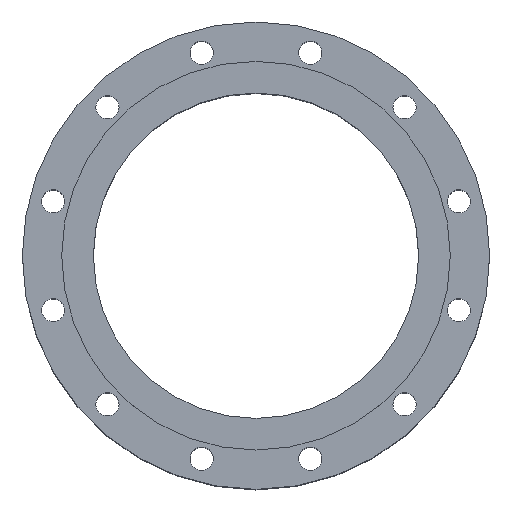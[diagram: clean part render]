
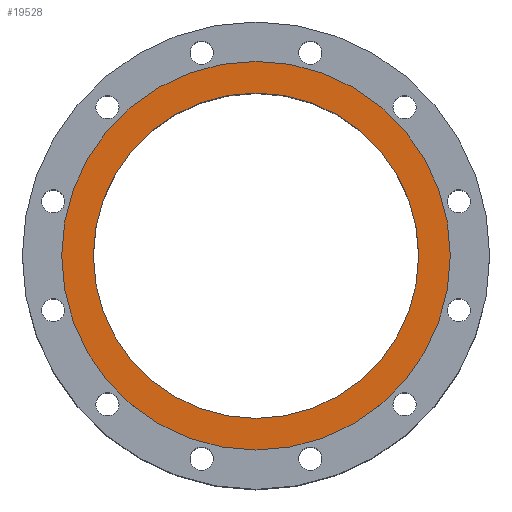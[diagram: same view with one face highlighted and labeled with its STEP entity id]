
A CAD part, top view. The second image highlights one B-rep face of the part: STEP entity #19528.
In plain terms, the highlighted planar face has unit normal (0, 0, 1).
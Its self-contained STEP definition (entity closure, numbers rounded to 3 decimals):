
#127 = DIRECTION ( 'NONE',  ( 0., 0., 1. ) ) ;
#2556 = CARTESIAN_POINT ( 'NONE',  ( 0., 0., 0. ) ) ;
#4800 = CARTESIAN_POINT ( 'NONE',  ( 0., 185., 0. ) ) ;
#5527 = CIRCLE ( 'NONE', #26363, 154.85 ) ;
#5925 = AXIS2_PLACEMENT_3D ( 'NONE', #4800, #25930, #26549 ) ;
#6870 = FACE_OUTER_BOUND ( 'NONE', #28853, .T. ) ;
#7444 = VERTEX_POINT ( 'NONE', #10642 ) ;
#9816 = DIRECTION ( 'NONE',  ( 1., 0., 0. ) ) ;
#10119 = AXIS2_PLACEMENT_3D ( 'NONE', #2556, #24629, #29219 ) ;
#10184 = DIRECTION ( 'NONE',  ( 0., 0., 1. ) ) ;
#10642 = CARTESIAN_POINT ( 'NONE',  ( 185., 0., 0. ) ) ;
#12054 = VERTEX_POINT ( 'NONE', #30705 ) ;
#12111 = FACE_BOUND ( 'NONE', #19004, .T. ) ;
#12980 = AXIS2_PLACEMENT_3D ( 'NONE', #19370, #14766, #16664 ) ;
#13613 = CARTESIAN_POINT ( 'NONE',  ( 154.85, 0., 0. ) ) ;
#14032 = CARTESIAN_POINT ( 'NONE',  ( -154.85, 0., 0. ) ) ;
#14100 = EDGE_CURVE ( 'NONE', #7444, #12054, #23797, .T. ) ;
#14766 = DIRECTION ( 'NONE',  ( 0., 0., 1. ) ) ;
#15821 = EDGE_CURVE ( 'NONE', #18227, #27314, #5527, .T. ) ;
#16107 = CIRCLE ( 'NONE', #30767, 185. ) ;
#16340 = ORIENTED_EDGE ( 'NONE', *, *, #14100, .T. ) ;
#16664 = DIRECTION ( 'NONE',  ( 1., 0., 0. ) ) ;
#18227 = VERTEX_POINT ( 'NONE', #13613 ) ;
#18283 = ORIENTED_EDGE ( 'NONE', *, *, #30387, .F. ) ;
#18536 = ORIENTED_EDGE ( 'NONE', *, *, #15821, .F. ) ;
#19004 = EDGE_LOOP ( 'NONE', ( #18536, #18283 ) ) ;
#19370 = CARTESIAN_POINT ( 'NONE',  ( 0., 0., 0. ) ) ;
#19528 = ADVANCED_FACE ( 'NONE', ( #12111, #6870 ), #21637, .F. ) ;
#19879 = DIRECTION ( 'NONE',  ( 1., 0., 0. ) ) ;
#21487 = EDGE_CURVE ( 'NONE', #12054, #7444, #16107, .T. ) ;
#21637 = PLANE ( 'NONE',  #5925 ) ;
#21886 = CARTESIAN_POINT ( 'NONE',  ( 0., 0., 0. ) ) ;
#22091 = CARTESIAN_POINT ( 'NONE',  ( 0., 0., 0. ) ) ;
#23797 = CIRCLE ( 'NONE', #10119, 185. ) ;
#24629 = DIRECTION ( 'NONE',  ( 0., 0., 1. ) ) ;
#25930 = DIRECTION ( 'NONE',  ( 0., 0., -1. ) ) ;
#26363 = AXIS2_PLACEMENT_3D ( 'NONE', #21886, #127, #9816 ) ;
#26549 = DIRECTION ( 'NONE',  ( -1., 0., 0. ) ) ;
#27314 = VERTEX_POINT ( 'NONE', #14032 ) ;
#28853 = EDGE_LOOP ( 'NONE', ( #16340, #30770 ) ) ;
#29199 = CIRCLE ( 'NONE', #12980, 154.85 ) ;
#29219 = DIRECTION ( 'NONE',  ( 1., 0., 0. ) ) ;
#30387 = EDGE_CURVE ( 'NONE', #27314, #18227, #29199, .T. ) ;
#30705 = CARTESIAN_POINT ( 'NONE',  ( -185., 0., 0. ) ) ;
#30767 = AXIS2_PLACEMENT_3D ( 'NONE', #22091, #10184, #19879 ) ;
#30770 = ORIENTED_EDGE ( 'NONE', *, *, #21487, .T. ) ;
